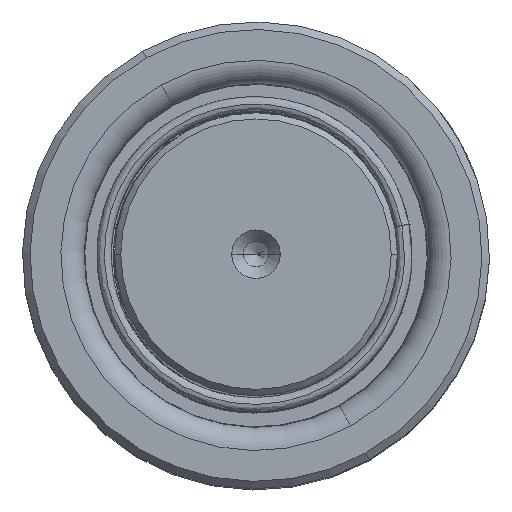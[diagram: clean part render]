
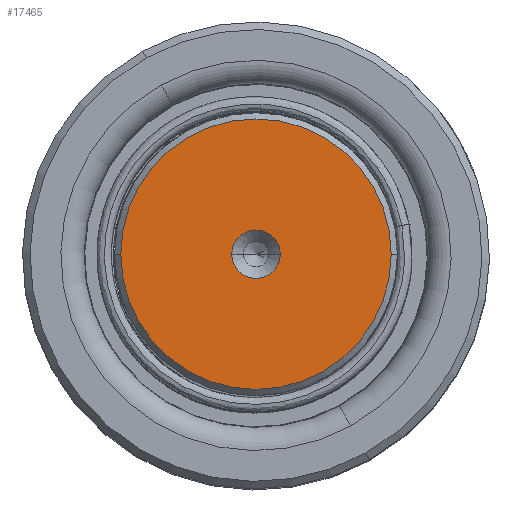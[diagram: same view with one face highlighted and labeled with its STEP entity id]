
A CAD part, top view. The second image highlights one B-rep face of the part: STEP entity #17465.
In plain terms, the highlighted planar face has unit normal (0, 0, 1).
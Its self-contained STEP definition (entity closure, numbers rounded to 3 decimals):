
#3966 = EDGE_CURVE ( 'NONE', #27953, #18517, #23525, .T. ) ;
#6591 = ORIENTED_EDGE ( 'NONE', *, *, #3966, .T. ) ;
#7771 = DIRECTION ( 'NONE',  ( 1., 0., 0. ) ) ;
#9244 = AXIS2_PLACEMENT_3D ( 'NONE', #48458, #14421, #53610 ) ;
#9290 = EDGE_CURVE ( 'NONE', #18517, #27953, #62192, .T. ) ;
#9396 = AXIS2_PLACEMENT_3D ( 'NONE', #26678, #56628, #27311 ) ;
#11132 = CARTESIAN_POINT ( 'NONE',  ( -3.85, 0., 220. ) ) ;
#14421 = DIRECTION ( 'NONE',  ( 0., 0., 1. ) ) ;
#17465 = ADVANCED_FACE ( 'NONE', ( #22490, #43168 ), #31328, .T. ) ;
#18517 = VERTEX_POINT ( 'NONE', #52897 ) ;
#20193 = ORIENTED_EDGE ( 'NONE', *, *, #9290, .T. ) ;
#21431 = CARTESIAN_POINT ( 'NONE',  ( -21.514, 0., 220. ) ) ;
#22124 = CARTESIAN_POINT ( 'NONE',  ( 3.85, 0., 220. ) ) ;
#22218 = CARTESIAN_POINT ( 'NONE',  ( 0., 0., 220. ) ) ;
#22490 = FACE_BOUND ( 'NONE', #42365, .T. ) ;
#23446 = EDGE_CURVE ( 'NONE', #51178, #31448, #43724, .T. ) ;
#23525 = CIRCLE ( 'NONE', #9396, 21.514 ) ;
#25840 = ORIENTED_EDGE ( 'NONE', *, *, #34933, .F. ) ;
#26678 = CARTESIAN_POINT ( 'NONE',  ( 0., 0., 220. ) ) ;
#27029 = DIRECTION ( 'NONE',  ( 0., 0., 1. ) ) ;
#27163 = DIRECTION ( 'NONE',  ( 0., 0., 1. ) ) ;
#27311 = DIRECTION ( 'NONE',  ( 1., 0., 0. ) ) ;
#27953 = VERTEX_POINT ( 'NONE', #21431 ) ;
#28377 = AXIS2_PLACEMENT_3D ( 'NONE', #22218, #27163, #32089 ) ;
#31001 = AXIS2_PLACEMENT_3D ( 'NONE', #57175, #27029, #7771 ) ;
#31328 = PLANE ( 'NONE',  #54090 ) ;
#31448 = VERTEX_POINT ( 'NONE', #22124 ) ;
#32089 = DIRECTION ( 'NONE',  ( 1., 0., 0. ) ) ;
#34933 = EDGE_CURVE ( 'NONE', #31448, #51178, #54984, .T. ) ;
#41135 = DIRECTION ( 'NONE',  ( 1., 0., 0. ) ) ;
#42365 = EDGE_LOOP ( 'NONE', ( #25840, #51422 ) ) ;
#43168 = FACE_OUTER_BOUND ( 'NONE', #47694, .T. ) ;
#43724 = CIRCLE ( 'NONE', #28377, 3.85 ) ;
#47694 = EDGE_LOOP ( 'NONE', ( #6591, #20193 ) ) ;
#48458 = CARTESIAN_POINT ( 'NONE',  ( 0., 0., 220. ) ) ;
#51178 = VERTEX_POINT ( 'NONE', #11132 ) ;
#51422 = ORIENTED_EDGE ( 'NONE', *, *, #23446, .F. ) ;
#52897 = CARTESIAN_POINT ( 'NONE',  ( 21.514, 0., 220. ) ) ;
#53610 = DIRECTION ( 'NONE',  ( 1., 0., 0. ) ) ;
#54090 = AXIS2_PLACEMENT_3D ( 'NONE', #60669, #55751, #41135 ) ;
#54984 = CIRCLE ( 'NONE', #31001, 3.85 ) ;
#55751 = DIRECTION ( 'NONE',  ( 0., 0., 1. ) ) ;
#56628 = DIRECTION ( 'NONE',  ( 0., 0., 1. ) ) ;
#57175 = CARTESIAN_POINT ( 'NONE',  ( 0., 0., 220. ) ) ;
#60669 = CARTESIAN_POINT ( 'NONE',  ( 0., 0., 220. ) ) ;
#62192 = CIRCLE ( 'NONE', #9244, 21.514 ) ;
